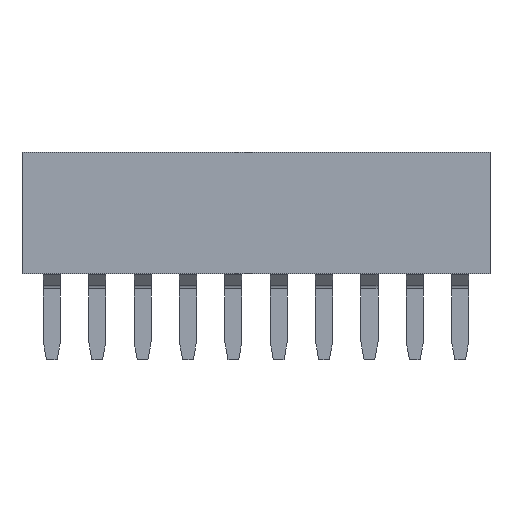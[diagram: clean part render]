
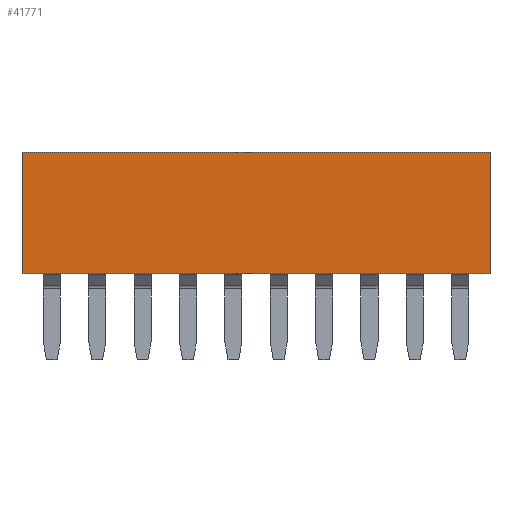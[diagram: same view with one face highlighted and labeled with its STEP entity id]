
A CAD part, front view. The second image highlights one B-rep face of the part: STEP entity #41771.
In plain terms, the highlighted planar face has unit normal (0, -1, 0).
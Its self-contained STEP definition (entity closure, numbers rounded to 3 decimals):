
#25=CARTESIAN_POINT('',(6.55,-0.9,1.7));
#26=VERTEX_POINT('',#25);
#27=CARTESIAN_POINT('',(-6.55,-0.9,1.7));
#28=VERTEX_POINT('',#27);
#29=CARTESIAN_POINT('',(6.55,-0.9,1.7));
#30=CARTESIAN_POINT('',(3.93,-0.9,1.7));
#31=CARTESIAN_POINT('',(1.31,-0.9,1.7));
#32=CARTESIAN_POINT('',(-1.31,-0.9,1.7));
#33=CARTESIAN_POINT('',(-3.93,-0.9,1.7));
#34=CARTESIAN_POINT('',(-6.55,-0.9,1.7));
#35=B_SPLINE_CURVE_WITH_KNOTS('',5,(#29,#30,#31,#32,#33,#34),.UNSPECIFIED.,.F.,.U.,(6,6),(0.,13.1),.UNSPECIFIED.);
#36=EDGE_CURVE('',#26,#28,#35,.T.);
#41689=CARTESIAN_POINT('',(6.55,-0.9,-1.7));
#41690=VERTEX_POINT('',#41689);
#41691=CARTESIAN_POINT('',(6.55,-0.9,1.7));
#41692=CARTESIAN_POINT('',(6.55,-0.9,1.02));
#41693=CARTESIAN_POINT('',(6.55,-0.9,0.34));
#41694=CARTESIAN_POINT('',(6.55,-0.9,-0.34));
#41695=CARTESIAN_POINT('',(6.55,-0.9,-1.02));
#41696=CARTESIAN_POINT('',(6.55,-0.9,-1.7));
#41697=B_SPLINE_CURVE_WITH_KNOTS('',5,(#41691,#41692,#41693,#41694,#41695,#41696),.UNSPECIFIED.,.F.,.U.,(6,6),(0.,3.4),.UNSPECIFIED.);
#41698=EDGE_CURVE('',#26,#41690,#41697,.T.);
#41742=CARTESIAN_POINT('',(0.,-0.9,0.));
#41743=DIRECTION('',(1.,0.,0.));
#41744=DIRECTION('',(0.,-1.,0.));
#41745=AXIS2_PLACEMENT_3D('',#41742,#41744,#41743);
#41746=PLANE('',#41745);
#41747=CARTESIAN_POINT('',(-6.55,-0.9,-1.7));
#41748=VERTEX_POINT('',#41747);
#41749=CARTESIAN_POINT('',(6.55,-0.9,-1.7));
#41750=CARTESIAN_POINT('',(3.93,-0.9,-1.7));
#41751=CARTESIAN_POINT('',(1.31,-0.9,-1.7));
#41752=CARTESIAN_POINT('',(-1.31,-0.9,-1.7));
#41753=CARTESIAN_POINT('',(-3.93,-0.9,-1.7));
#41754=CARTESIAN_POINT('',(-6.55,-0.9,-1.7));
#41755=B_SPLINE_CURVE_WITH_KNOTS('',5,(#41749,#41750,#41751,#41752,#41753,#41754),.UNSPECIFIED.,.F.,.U.,(6,6),(0.,13.1),.UNSPECIFIED.);
#41756=EDGE_CURVE('',#41690,#41748,#41755,.T.);
#41757=ORIENTED_EDGE('',*,*,#41756,.F.);
#41758=ORIENTED_EDGE('',*,*,#41698,.F.);
#41759=ORIENTED_EDGE('',*,*,#36,.T.);
#41760=CARTESIAN_POINT('',(-6.55,-0.9,1.7));
#41761=CARTESIAN_POINT('',(-6.55,-0.9,1.02));
#41762=CARTESIAN_POINT('',(-6.55,-0.9,0.34));
#41763=CARTESIAN_POINT('',(-6.55,-0.9,-0.34));
#41764=CARTESIAN_POINT('',(-6.55,-0.9,-1.02));
#41765=CARTESIAN_POINT('',(-6.55,-0.9,-1.7));
#41766=B_SPLINE_CURVE_WITH_KNOTS('',5,(#41760,#41761,#41762,#41763,#41764,#41765),.UNSPECIFIED.,.F.,.U.,(6,6),(0.,3.4),.UNSPECIFIED.);
#41767=EDGE_CURVE('',#28,#41748,#41766,.T.);
#41768=ORIENTED_EDGE('',*,*,#41767,.T.);
#41769=EDGE_LOOP('',(#41757,#41758,#41759,#41768));
#41770=FACE_OUTER_BOUND('',#41769,.T.);
#41771=ADVANCED_FACE('',(#41770),#41746,.T.);
